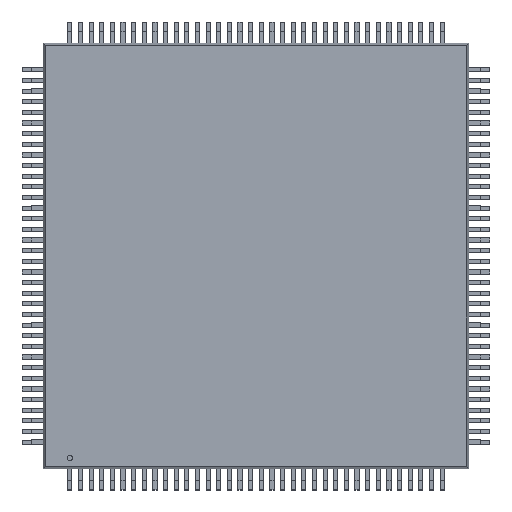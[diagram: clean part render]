
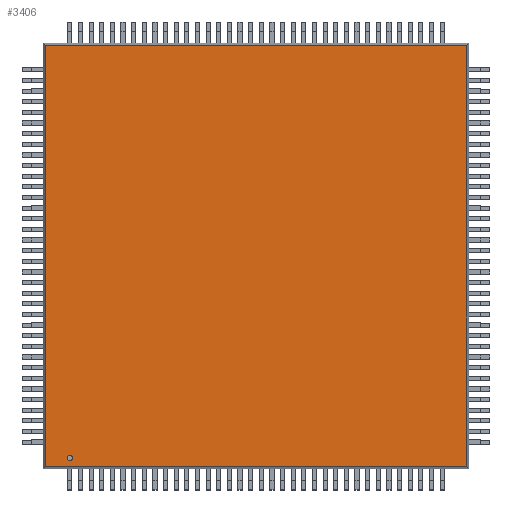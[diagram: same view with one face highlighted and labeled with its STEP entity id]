
A CAD part, top view. The second image highlights one B-rep face of the part: STEP entity #3406.
In plain terms, the highlighted planar face has unit normal (0, 0, 1).
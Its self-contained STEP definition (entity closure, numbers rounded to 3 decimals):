
#3406=ADVANCED_FACE('',(#7283,#7284),#7285,.T.);
#7283=FACE_BOUND('',#12654,.T.);
#7284=FACE_OUTER_BOUND('',#12655,.T.);
#7285=PLANE('',#12656);
#12654=EDGE_LOOP('',(#18481,#18482));
#12655=EDGE_LOOP('',(#18483,#18484,#18485,#18486));
#12656=AXIS2_PLACEMENT_3D('',#18487,#18488,#18489);
#18481=ORIENTED_EDGE('',*,*,#30677,.T.);
#18482=ORIENTED_EDGE('',*,*,#30678,.T.);
#18483=ORIENTED_EDGE('',*,*,#30679,.T.);
#18484=ORIENTED_EDGE('',*,*,#30680,.T.);
#18485=ORIENTED_EDGE('',*,*,#30681,.T.);
#18486=ORIENTED_EDGE('',*,*,#29952,.T.);
#18487=CARTESIAN_POINT('',(0.0,0.0,1.6));
#18488=DIRECTION('',(0.0,0.0,1.0));
#18489=DIRECTION('',(1.0,0.0,0.0));
#29952=EDGE_CURVE('',#35460,#35458,#35461,.T.);
#30677=EDGE_CURVE('',#36697,#36698,#36699,.T.);
#30678=EDGE_CURVE('',#36698,#36697,#36700,.T.);
#30679=EDGE_CURVE('',#35458,#36701,#36702,.T.);
#30680=EDGE_CURVE('',#36701,#36703,#36704,.T.);
#30681=EDGE_CURVE('',#36703,#35460,#36705,.T.);
#35458=VERTEX_POINT('',#43299);
#35460=VERTEX_POINT('',#43302);
#35461=LINE('',#43303,#43304);
#36697=VERTEX_POINT('',#45115);
#36698=VERTEX_POINT('',#45116);
#36699=CIRCLE('',#45117,0.125);
#36700=CIRCLE('',#45118,0.125);
#36701=VERTEX_POINT('',#45119);
#36702=LINE('',#45120,#45121);
#36703=VERTEX_POINT('',#45122);
#36704=LINE('',#45123,#45124);
#36705=LINE('',#45125,#45126);
#43299=CARTESIAN_POINT('',(-9.881,-9.881,1.6));
#43302=CARTESIAN_POINT('',(-9.881,9.881,1.6));
#43303=CARTESIAN_POINT('',(-9.881,0.0,1.6));
#43304=VECTOR('',#53268,1.0);
#45115=CARTESIAN_POINT('',(-8.625,-9.5,1.6));
#45116=CARTESIAN_POINT('',(-8.875,-9.5,1.6));
#45117=AXIS2_PLACEMENT_3D('',#53844,#53845,#53846);
#45118=AXIS2_PLACEMENT_3D('',#53847,#53848,#53849);
#45119=CARTESIAN_POINT('',(9.881,-9.881,1.6));
#45120=CARTESIAN_POINT('',(0.0,-9.881,1.6));
#45121=VECTOR('',#53850,1.0);
#45122=CARTESIAN_POINT('',(9.881,9.881,1.6));
#45123=CARTESIAN_POINT('',(9.881,0.0,1.6));
#45124=VECTOR('',#53851,1.0);
#45125=CARTESIAN_POINT('',(0.0,9.881,1.6));
#45126=VECTOR('',#53852,1.0);
#53268=DIRECTION('',(0.0,-1.0,0.0));
#53844=CARTESIAN_POINT('',(-8.75,-9.5,1.6));
#53845=DIRECTION('',(0.0,0.0,-1.0));
#53846=DIRECTION('',(1.0,0.0,0.0));
#53847=CARTESIAN_POINT('',(-8.75,-9.5,1.6));
#53848=DIRECTION('',(0.0,0.0,-1.0));
#53849=DIRECTION('',(1.0,0.0,0.0));
#53850=DIRECTION('',(1.0,0.0,0.0));
#53851=DIRECTION('',(0.0,1.0,0.0));
#53852=DIRECTION('',(-1.0,0.0,0.0));
